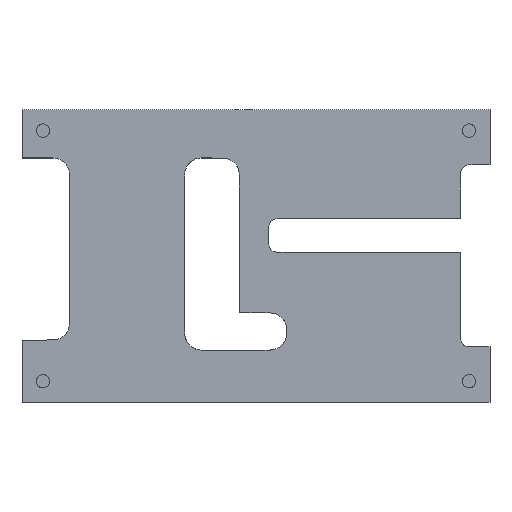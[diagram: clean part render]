
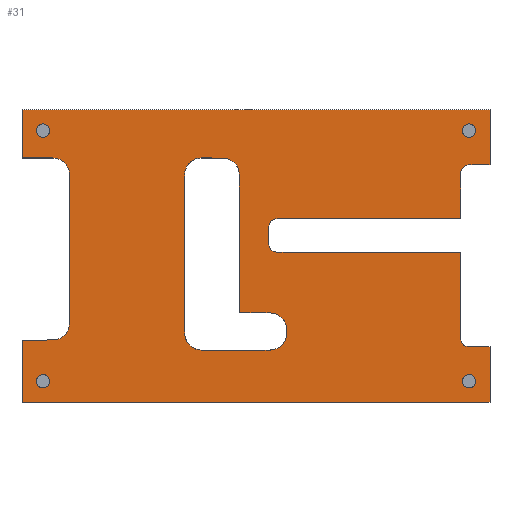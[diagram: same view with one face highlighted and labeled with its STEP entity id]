
A CAD part, top view. The second image highlights one B-rep face of the part: STEP entity #31.
In plain terms, the highlighted planar face has unit normal (0, 0, 1).
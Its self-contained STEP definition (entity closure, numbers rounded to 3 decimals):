
#12=FACE_BOUND($,#95,.T.);
#31=ADVANCED_FACE($,(#62,#12),#367,.T.);
#62=FACE_OUTER_BOUND($,#94,.T.);
#94=EDGE_LOOP($,(#152,#153,#154,#155,#156,#157,#158,#159,#160,#161,#162));
#95=EDGE_LOOP($,(#163,#164));
#152=ORIENTED_EDGE($,*,*,#268,.F.);
#153=ORIENTED_EDGE($,*,*,#269,.F.);
#154=ORIENTED_EDGE($,*,*,#270,.F.);
#155=ORIENTED_EDGE($,*,*,#271,.F.);
#156=ORIENTED_EDGE($,*,*,#272,.F.);
#157=ORIENTED_EDGE($,*,*,#273,.F.);
#158=ORIENTED_EDGE($,*,*,#274,.F.);
#159=ORIENTED_EDGE($,*,*,#275,.F.);
#160=ORIENTED_EDGE($,*,*,#276,.F.);
#161=ORIENTED_EDGE($,*,*,#277,.F.);
#162=ORIENTED_EDGE($,*,*,#254,.F.);
#163=ORIENTED_EDGE($,*,*,#278,.F.);
#164=ORIENTED_EDGE($,*,*,#256,.F.);
#254=EDGE_CURVE($,#314,#336,#385,.T.);
#256=EDGE_CURVE($,#315,#337,#421,.T.);
#268=EDGE_CURVE($,#327,#314,#427,.T.);
#269=EDGE_CURVE($,#328,#327,#393,.T.);
#270=EDGE_CURVE($,#329,#328,#394,.T.);
#271=EDGE_CURVE($,#330,#329,#395,.T.);
#272=EDGE_CURVE($,#331,#330,#428,.T.);
#273=EDGE_CURVE($,#332,#331,#429,.T.);
#274=EDGE_CURVE($,#333,#332,#430,.T.);
#275=EDGE_CURVE($,#334,#333,#396,.T.);
#276=EDGE_CURVE($,#335,#334,#397,.T.);
#277=EDGE_CURVE($,#336,#335,#398,.T.);
#278=EDGE_CURVE($,#337,#315,#431,.T.);
#314=VERTEX_POINT($,#919);
#315=VERTEX_POINT($,#920);
#327=VERTEX_POINT($,#932);
#328=VERTEX_POINT($,#933);
#329=VERTEX_POINT($,#934);
#330=VERTEX_POINT($,#935);
#331=VERTEX_POINT($,#936);
#332=VERTEX_POINT($,#937);
#333=VERTEX_POINT($,#938);
#334=VERTEX_POINT($,#939);
#335=VERTEX_POINT($,#940);
#336=VERTEX_POINT($,#941);
#337=VERTEX_POINT($,#942);
#367=PLANE($,#535);
#385=B_SPLINE_CURVE_WITH_KNOTS($,1,(#645,#646),.UNSPECIFIED.,.F.,.F.,(2,
2),(92.986,94.473),.UNSPECIFIED.);
#393=B_SPLINE_CURVE_WITH_KNOTS($,1,(#714,#715),.UNSPECIFIED.,.F.,.F.,(2,
2),(201.743,209.19),.UNSPECIFIED.);
#394=B_SPLINE_CURVE_WITH_KNOTS($,1,(#716,#717),.UNSPECIFIED.,.F.,.F.,(2,
2),(182.67,201.743),.UNSPECIFIED.);
#395=B_SPLINE_CURVE_WITH_KNOTS($,1,(#718,#719),.UNSPECIFIED.,.F.,.F.,(2,
2),(181.393,182.67),.UNSPECIFIED.);
#396=B_SPLINE_CURVE_WITH_KNOTS($,1,(#745,#746),.UNSPECIFIED.,.F.,.F.,(2,
2),(107.114,108.384),.UNSPECIFIED.);
#397=B_SPLINE_CURVE_WITH_KNOTS($,1,(#747,#748),.UNSPECIFIED.,.F.,.F.,(2,
2),(100.246,107.114),.UNSPECIFIED.);
#398=B_SPLINE_CURVE_WITH_KNOTS($,1,(#749,#750),.UNSPECIFIED.,.F.,.F.,(2,
2),(94.473,100.246),.UNSPECIFIED.);
#421=(
BOUNDED_CURVE()
B_SPLINE_CURVE(2,(#649,#650,#651,#652,#653),.UNSPECIFIED.,.F.,.F.)
B_SPLINE_CURVE_WITH_KNOTS((3,2,3),(10.477,13.618,17.292),
.UNSPECIFIED.)
CURVE()
GEOMETRIC_REPRESENTATION_ITEM()
RATIONAL_B_SPLINE_CURVE((1.,0.707,1.,1.,1.))
REPRESENTATION_ITEM($)
);
#427=(
BOUNDED_CURVE()
B_SPLINE_CURVE(2,(#705,#706,#707,#708,#709,#710,#711,#712,#713),.UNSPECIFIED.,
.F.,.F.)
B_SPLINE_CURVE_WITH_KNOTS((3,2,2,2,3),(209.19,210.677,
214.677,232.457,236.457),.UNSPECIFIED.)
CURVE()
GEOMETRIC_REPRESENTATION_ITEM()
RATIONAL_B_SPLINE_CURVE((1.,1.,1.,0.707,1.,1.,1.,0.707,
1.))
REPRESENTATION_ITEM($)
);
#428=(
BOUNDED_CURVE()
B_SPLINE_CURVE(2,(#720,#721,#722,#723,#724,#725,#726),.UNSPECIFIED.,.F.,
.F.)
B_SPLINE_CURVE_WITH_KNOTS((3,2,2,3),(166.99,177.329,178.9,
181.393),.UNSPECIFIED.)
CURVE()
GEOMETRIC_REPRESENTATION_ITEM()
RATIONAL_B_SPLINE_CURVE((1.,1.,1.,0.707,1.,1.,1.))
REPRESENTATION_ITEM($)
);
#429=(
BOUNDED_CURVE()
B_SPLINE_CURVE(2,(#727,#728,#729,#730,#731,#732,#733,#734,#735,#736,#737),
.UNSPECIFIED.,.F.,.F.)
B_SPLINE_CURVE_WITH_KNOTS((3,2,2,2,2,3),(117.89,139.869,
141.44,143.44,145.011,166.99),.UNSPECIFIED.)
CURVE()
GEOMETRIC_REPRESENTATION_ITEM()
RATIONAL_B_SPLINE_CURVE((1.,1.,1.,0.707,1.,1.,1.,0.707,
1.,1.,1.))
REPRESENTATION_ITEM($)
);
#430=(
BOUNDED_CURVE()
B_SPLINE_CURVE(2,(#738,#739,#740,#741,#742,#743,#744),.UNSPECIFIED.,.F.,
.F.)
B_SPLINE_CURVE_WITH_KNOTS((3,2,2,3),(108.384,110.878,112.449,
117.89),.UNSPECIFIED.)
CURVE()
GEOMETRIC_REPRESENTATION_ITEM()
RATIONAL_B_SPLINE_CURVE((1.,1.,1.,0.707,1.,1.,1.))
REPRESENTATION_ITEM($)
);
#431=(
BOUNDED_CURVE()
B_SPLINE_CURVE(2,(#751,#752,#753,#754,#755,#756,#757,#758,#759,#760,#761,
#762,#763,#764,#765,#766,#767,#768,#769),.UNSPECIFIED.,.F.,.F.)
B_SPLINE_CURVE_WITH_KNOTS((3,2,2,2,2,2,2,2,2,3),(17.292,33.826,
37.826,40.366,44.366,63.346,66.487,
74.701,77.842,78.287),.UNSPECIFIED.)
CURVE()
GEOMETRIC_REPRESENTATION_ITEM()
RATIONAL_B_SPLINE_CURVE((1.,1.,1.,0.707,1.,1.,1.,0.707,
1.,1.,1.,0.707,1.,1.,1.,0.707,1.,1.,1.))
REPRESENTATION_ITEM($)
);
#535=AXIS2_PLACEMENT_3D($,#849,#555,$);
#555=DIRECTION($,(0.,0.,1.));
#645=CARTESIAN_POINT($,(5.661,50.284,2.42));
#646=CARTESIAN_POINT($,(1.975,50.284,2.42));
#649=CARTESIAN_POINT($,(33.655,29.75,2.42));
#650=CARTESIAN_POINT($,(33.655,31.75,2.42));
#651=CARTESIAN_POINT($,(31.655,31.75,2.42));
#652=CARTESIAN_POINT($,(29.818,31.75,2.42));
#653=CARTESIAN_POINT($,(27.981,31.75,2.42));
#705=CARTESIAN_POINT($,(1.975,28.504,2.42));
#706=CARTESIAN_POINT($,(3.818,28.504,2.42));
#707=CARTESIAN_POINT($,(5.661,28.504,2.42));
#708=CARTESIAN_POINT($,(7.661,28.504,2.42));
#709=CARTESIAN_POINT($,(7.661,30.504,2.42));
#710=CARTESIAN_POINT($,(7.661,39.394,2.42));
#711=CARTESIAN_POINT($,(7.661,48.284,2.42));
#712=CARTESIAN_POINT($,(7.661,50.284,2.42));
#713=CARTESIAN_POINT($,(5.661,50.284,2.42));
#714=CARTESIAN_POINT($,(1.975,21.058,2.42));
#715=CARTESIAN_POINT($,(1.975,28.504,2.42));
#716=CARTESIAN_POINT($,(57.975,21.058,2.42));
#717=CARTESIAN_POINT($,(1.975,21.058,2.42));
#718=CARTESIAN_POINT($,(57.975,27.684,2.42));
#719=CARTESIAN_POINT($,(57.975,21.058,2.42));
#720=CARTESIAN_POINT($,(54.481,39.023,2.42));
#721=CARTESIAN_POINT($,(54.481,33.854,2.42));
#722=CARTESIAN_POINT($,(54.481,28.684,2.42));
#723=CARTESIAN_POINT($,(54.481,27.684,2.42));
#724=CARTESIAN_POINT($,(55.481,27.684,2.42));
#725=CARTESIAN_POINT($,(56.728,27.684,2.42));
#726=CARTESIAN_POINT($,(57.975,27.684,2.42));
#727=CARTESIAN_POINT($,(54.481,43.023,2.42));
#728=CARTESIAN_POINT($,(43.492,43.023,2.42));
#729=CARTESIAN_POINT($,(32.502,43.023,2.42));
#730=CARTESIAN_POINT($,(31.502,43.023,2.42));
#731=CARTESIAN_POINT($,(31.502,42.023,2.42));
#732=CARTESIAN_POINT($,(31.502,41.023,2.42));
#733=CARTESIAN_POINT($,(31.502,40.023,2.42));
#734=CARTESIAN_POINT($,(31.502,39.023,2.42));
#735=CARTESIAN_POINT($,(32.502,39.023,2.42));
#736=CARTESIAN_POINT($,(43.492,39.023,2.42));
#737=CARTESIAN_POINT($,(54.481,39.023,2.42));
#738=CARTESIAN_POINT($,(57.975,49.464,2.42));
#739=CARTESIAN_POINT($,(56.728,49.464,2.42));
#740=CARTESIAN_POINT($,(55.481,49.464,2.42));
#741=CARTESIAN_POINT($,(54.481,49.464,2.42));
#742=CARTESIAN_POINT($,(54.481,48.464,2.42));
#743=CARTESIAN_POINT($,(54.481,45.744,2.42));
#744=CARTESIAN_POINT($,(54.481,43.023,2.42));
#745=CARTESIAN_POINT($,(57.975,56.058,2.42));
#746=CARTESIAN_POINT($,(57.975,49.464,2.42));
#747=CARTESIAN_POINT($,(1.975,56.058,2.42));
#748=CARTESIAN_POINT($,(57.975,56.058,2.42));
#749=CARTESIAN_POINT($,(1.975,50.284,2.42));
#750=CARTESIAN_POINT($,(1.975,56.058,2.42));
#751=CARTESIAN_POINT($,(27.981,31.75,2.42));
#752=CARTESIAN_POINT($,(27.981,40.017,2.42));
#753=CARTESIAN_POINT($,(27.981,48.284,2.42));
#754=CARTESIAN_POINT($,(27.981,50.284,2.42));
#755=CARTESIAN_POINT($,(25.981,50.284,2.42));
#756=CARTESIAN_POINT($,(24.711,50.284,2.42));
#757=CARTESIAN_POINT($,(23.441,50.284,2.42));
#758=CARTESIAN_POINT($,(21.441,50.284,2.42));
#759=CARTESIAN_POINT($,(21.441,48.284,2.42));
#760=CARTESIAN_POINT($,(21.441,38.795,2.42));
#761=CARTESIAN_POINT($,(21.441,29.305,2.42));
#762=CARTESIAN_POINT($,(21.441,27.305,2.42));
#763=CARTESIAN_POINT($,(23.441,27.305,2.42));
#764=CARTESIAN_POINT($,(27.548,27.305,2.42));
#765=CARTESIAN_POINT($,(31.655,27.305,2.42));
#766=CARTESIAN_POINT($,(33.655,27.305,2.42));
#767=CARTESIAN_POINT($,(33.655,29.305,2.42));
#768=CARTESIAN_POINT($,(33.655,29.528,2.42));
#769=CARTESIAN_POINT($,(33.655,29.75,2.42));
#849=CARTESIAN_POINT($,(1.975,56.058,2.42));
#919=CARTESIAN_POINT($,(5.661,50.284,2.42));
#920=CARTESIAN_POINT($,(33.655,29.75,2.42));
#932=CARTESIAN_POINT($,(1.975,28.504,2.42));
#933=CARTESIAN_POINT($,(1.975,21.058,2.42));
#934=CARTESIAN_POINT($,(57.975,21.058,2.42));
#935=CARTESIAN_POINT($,(57.975,27.684,2.42));
#936=CARTESIAN_POINT($,(54.481,39.023,2.42));
#937=CARTESIAN_POINT($,(54.481,43.023,2.42));
#938=CARTESIAN_POINT($,(57.975,49.464,2.42));
#939=CARTESIAN_POINT($,(57.975,56.058,2.42));
#940=CARTESIAN_POINT($,(1.975,56.058,2.42));
#941=CARTESIAN_POINT($,(1.975,50.284,2.42));
#942=CARTESIAN_POINT($,(27.981,31.75,2.42));
